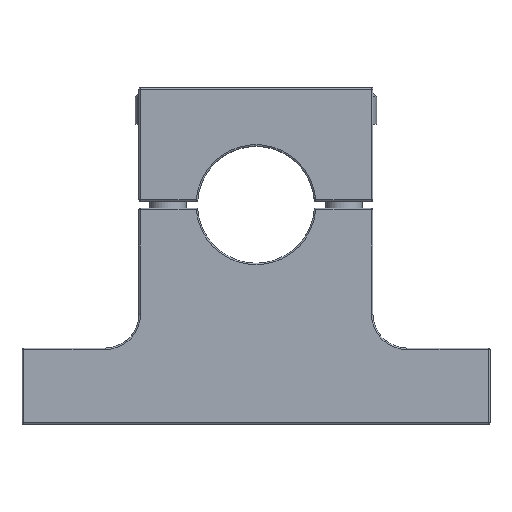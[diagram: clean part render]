
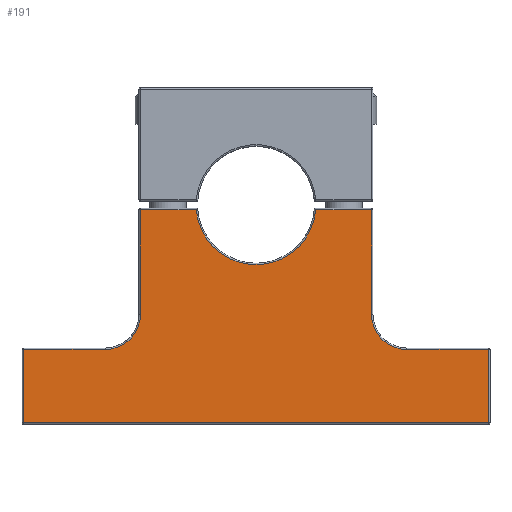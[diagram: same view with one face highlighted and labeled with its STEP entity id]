
A CAD part, top view. The second image highlights one B-rep face of the part: STEP entity #191.
In plain terms, the highlighted planar face has unit normal (0, 0, 1).
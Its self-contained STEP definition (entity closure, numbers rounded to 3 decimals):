
#14 = LINE ( 'NONE', #1995, #3578 ) ;
#32 = CARTESIAN_POINT ( 'NONE',  ( 10.3, -9.9, 5. ) ) ;
#35 = CIRCLE ( 'NONE', #4723, 2.4 ) ;
#50 = EDGE_CURVE ( 'NONE', #1427, #507, #35, .T. ) ;
#67 = CARTESIAN_POINT ( 'NONE',  ( -8., -0.35, 5. ) ) ;
#72 = DIRECTION ( 'NONE',  ( 0., 0., 1. ) ) ;
#121 = CARTESIAN_POINT ( 'NONE',  ( 4.085, -0.35, 5. ) ) ;
#191 = ADVANCED_FACE ( 'NONE', ( #3193 ), #1626, .T. ) ;
#293 = DIRECTION ( 'NONE',  ( 0., 0., -1. ) ) ;
#329 = CARTESIAN_POINT ( 'NONE',  ( 7.9, -7.5, 5. ) ) ;
#443 = CARTESIAN_POINT ( 'NONE',  ( -10.3, -9.9, 5. ) ) ;
#507 = VERTEX_POINT ( 'NONE', #443 ) ;
#633 = AXIS2_PLACEMENT_3D ( 'NONE', #4097, #3282, #1350 ) ;
#638 = DIRECTION ( 'NONE',  ( 1., 0., 0. ) ) ;
#689 = VECTOR ( 'NONE', #4437, 1000. ) ;
#775 = CARTESIAN_POINT ( 'NONE',  ( -4.085, -0.35, 5. ) ) ;
#802 = VERTEX_POINT ( 'NONE', #775 ) ;
#823 = VERTEX_POINT ( 'NONE', #3959 ) ;
#874 = DIRECTION ( 'NONE',  ( 0., -1., 0. ) ) ;
#1026 = EDGE_CURVE ( 'NONE', #4334, #802, #2812, .T. ) ;
#1077 = CARTESIAN_POINT ( 'NONE',  ( 0., 0., 5. ) ) ;
#1208 = VECTOR ( 'NONE', #1456, 1000. ) ;
#1274 = DIRECTION ( 'NONE',  ( -1., 0., 0. ) ) ;
#1337 = CARTESIAN_POINT ( 'NONE',  ( -15.9, -15., 5. ) ) ;
#1350 = DIRECTION ( 'NONE',  ( 1., 0., 0. ) ) ;
#1406 = VERTEX_POINT ( 'NONE', #4105 ) ;
#1412 = LINE ( 'NONE', #3584, #3777 ) ;
#1427 = VERTEX_POINT ( 'NONE', #2912 ) ;
#1456 = DIRECTION ( 'NONE',  ( 0., 1., 0. ) ) ;
#1626 = PLANE ( 'NONE',  #1788 ) ;
#1662 = LINE ( 'NONE', #32, #2526 ) ;
#1715 = EDGE_LOOP ( 'NONE', ( #1918, #4994, #4252, #2503, #2553, #4055, #4552, #3133, #4808, #1957, #2334, #2934 ) ) ;
#1785 = VERTEX_POINT ( 'NONE', #1974 ) ;
#1788 = AXIS2_PLACEMENT_3D ( 'NONE', #2029, #72, #4803 ) ;
#1872 = VERTEX_POINT ( 'NONE', #4058 ) ;
#1918 = ORIENTED_EDGE ( 'NONE', *, *, #3160, .T. ) ;
#1957 = ORIENTED_EDGE ( 'NONE', *, *, #2159, .T. ) ;
#1970 = CARTESIAN_POINT ( 'NONE',  ( 7.9, -0.35, 5. ) ) ;
#1974 = CARTESIAN_POINT ( 'NONE',  ( 15.9, -9.9, 5. ) ) ;
#1995 = CARTESIAN_POINT ( 'NONE',  ( -7.9, -7.5, 5. ) ) ;
#2029 = CARTESIAN_POINT ( 'NONE',  ( -10.3, -7.5, 5. ) ) ;
#2123 = AXIS2_PLACEMENT_3D ( 'NONE', #1077, #293, #638 ) ;
#2159 = EDGE_CURVE ( 'NONE', #1872, #1427, #14, .T. ) ;
#2229 = EDGE_CURVE ( 'NONE', #1785, #1406, #1662, .T. ) ;
#2263 = EDGE_CURVE ( 'NONE', #507, #2959, #3701, .T. ) ;
#2334 = ORIENTED_EDGE ( 'NONE', *, *, #50, .T. ) ;
#2503 = ORIENTED_EDGE ( 'NONE', *, *, #2229, .T. ) ;
#2526 = VECTOR ( 'NONE', #4499, 1000. ) ;
#2553 = ORIENTED_EDGE ( 'NONE', *, *, #3679, .T. ) ;
#2562 = DIRECTION ( 'NONE',  ( 0., -1., 0. ) ) ;
#2654 = VECTOR ( 'NONE', #2726, 1000. ) ;
#2710 = VERTEX_POINT ( 'NONE', #329 ) ;
#2726 = DIRECTION ( 'NONE',  ( 1., 0., 0. ) ) ;
#2812 = CIRCLE ( 'NONE', #2123, 4.1 ) ;
#2856 = EDGE_CURVE ( 'NONE', #4698, #4334, #2955, .T. ) ;
#2860 = LINE ( 'NONE', #4621, #1208 ) ;
#2865 = EDGE_CURVE ( 'NONE', #823, #1785, #1412, .T. ) ;
#2912 = CARTESIAN_POINT ( 'NONE',  ( -7.9, -7.5, 5. ) ) ;
#2934 = ORIENTED_EDGE ( 'NONE', *, *, #2263, .T. ) ;
#2955 = LINE ( 'NONE', #4426, #3904 ) ;
#2959 = VERTEX_POINT ( 'NONE', #4294 ) ;
#2997 = DIRECTION ( 'NONE',  ( 0., 0., -1. ) ) ;
#3022 = CARTESIAN_POINT ( 'NONE',  ( -10.3, -7.5, 5. ) ) ;
#3061 = LINE ( 'NONE', #67, #689 ) ;
#3133 = ORIENTED_EDGE ( 'NONE', *, *, #1026, .T. ) ;
#3160 = EDGE_CURVE ( 'NONE', #2959, #4939, #3509, .T. ) ;
#3193 = FACE_OUTER_BOUND ( 'NONE', #1715, .T. ) ;
#3255 = VECTOR ( 'NONE', #2562, 1000. ) ;
#3272 = CARTESIAN_POINT ( 'NONE',  ( -16., -9.9, 5. ) ) ;
#3282 = DIRECTION ( 'NONE',  ( 0., 0., -1. ) ) ;
#3404 = DIRECTION ( 'NONE',  ( 1., 0., 0. ) ) ;
#3497 = LINE ( 'NONE', #4736, #2654 ) ;
#3499 = CIRCLE ( 'NONE', #633, 2.4 ) ;
#3509 = LINE ( 'NONE', #1337, #3255 ) ;
#3578 = VECTOR ( 'NONE', #874, 1000. ) ;
#3584 = CARTESIAN_POINT ( 'NONE',  ( 15.9, -9.8, 5. ) ) ;
#3634 = DIRECTION ( 'NONE',  ( 0., 1., 0. ) ) ;
#3652 = EDGE_CURVE ( 'NONE', #802, #1872, #3061, .T. ) ;
#3679 = EDGE_CURVE ( 'NONE', #1406, #2710, #3499, .T. ) ;
#3701 = LINE ( 'NONE', #3272, #4757 ) ;
#3777 = VECTOR ( 'NONE', #3634, 1000. ) ;
#3838 = CARTESIAN_POINT ( 'NONE',  ( -15.9, -14.9, 5. ) ) ;
#3904 = VECTOR ( 'NONE', #1274, 1000. ) ;
#3959 = CARTESIAN_POINT ( 'NONE',  ( 15.9, -14.9, 5. ) ) ;
#4055 = ORIENTED_EDGE ( 'NONE', *, *, #4650, .T. ) ;
#4058 = CARTESIAN_POINT ( 'NONE',  ( -7.9, -0.35, 5. ) ) ;
#4097 = CARTESIAN_POINT ( 'NONE',  ( 10.3, -7.5, 5. ) ) ;
#4105 = CARTESIAN_POINT ( 'NONE',  ( 10.3, -9.9, 5. ) ) ;
#4252 = ORIENTED_EDGE ( 'NONE', *, *, #2865, .T. ) ;
#4294 = CARTESIAN_POINT ( 'NONE',  ( -15.9, -9.9, 5. ) ) ;
#4334 = VERTEX_POINT ( 'NONE', #121 ) ;
#4426 = CARTESIAN_POINT ( 'NONE',  ( 3.992, -0.35, 5. ) ) ;
#4437 = DIRECTION ( 'NONE',  ( -1., 0., 0. ) ) ;
#4483 = DIRECTION ( 'NONE',  ( -1., 0., 0. ) ) ;
#4499 = DIRECTION ( 'NONE',  ( -1., 0., 0. ) ) ;
#4552 = ORIENTED_EDGE ( 'NONE', *, *, #2856, .T. ) ;
#4621 = CARTESIAN_POINT ( 'NONE',  ( 7.9, -0.25, 5. ) ) ;
#4650 = EDGE_CURVE ( 'NONE', #2710, #4698, #2860, .T. ) ;
#4698 = VERTEX_POINT ( 'NONE', #1970 ) ;
#4723 = AXIS2_PLACEMENT_3D ( 'NONE', #3022, #2997, #3404 ) ;
#4736 = CARTESIAN_POINT ( 'NONE',  ( 16., -14.9, 5. ) ) ;
#4757 = VECTOR ( 'NONE', #4483, 1000. ) ;
#4803 = DIRECTION ( 'NONE',  ( 1., 0., 0. ) ) ;
#4808 = ORIENTED_EDGE ( 'NONE', *, *, #3652, .T. ) ;
#4939 = VERTEX_POINT ( 'NONE', #3838 ) ;
#4994 = ORIENTED_EDGE ( 'NONE', *, *, #4996, .T. ) ;
#4996 = EDGE_CURVE ( 'NONE', #4939, #823, #3497, .T. ) ;
